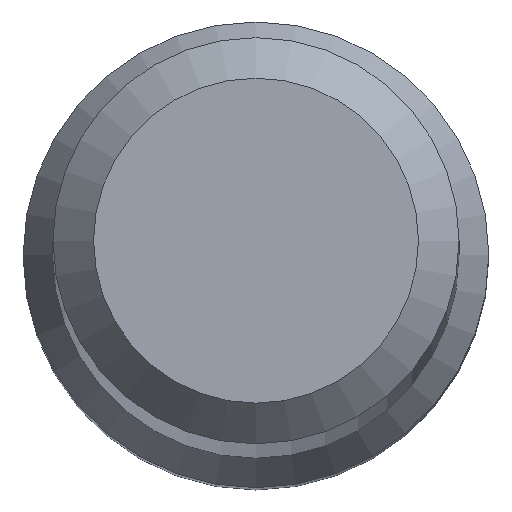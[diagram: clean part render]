
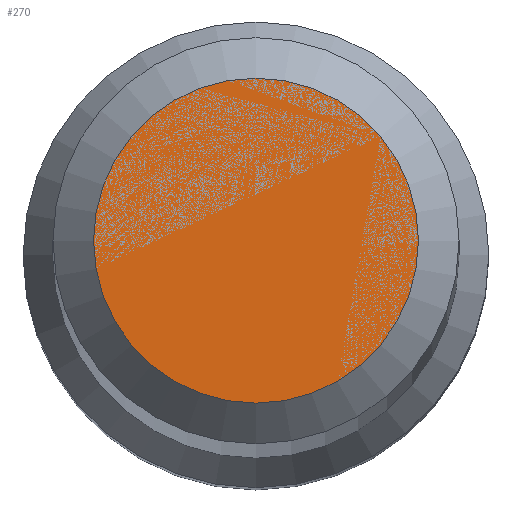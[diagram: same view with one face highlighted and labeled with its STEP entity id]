
A CAD part, top view. The second image highlights one B-rep face of the part: STEP entity #270.
In plain terms, the highlighted planar face has unit normal (0, 0, 1).
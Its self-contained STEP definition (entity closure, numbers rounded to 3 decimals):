
#12 = EDGE_CURVE ( 'NONE', #151, #151, #144, .T. ) ;
#37 = CARTESIAN_POINT ( 'NONE',  ( 0., 1.2, 70. ) ) ;
#50 = CARTESIAN_POINT ( 'NONE',  ( 0., 0., 70. ) ) ;
#83 = PLANE ( 'NONE',  #283 ) ;
#93 = AXIS2_PLACEMENT_3D ( 'NONE', #50, #264, #163 ) ;
#103 = EDGE_LOOP ( 'NONE', ( #246 ) ) ;
#127 = FACE_OUTER_BOUND ( 'NONE', #103, .T. ) ;
#144 = CIRCLE ( 'NONE', #93, 1.2 ) ;
#151 = VERTEX_POINT ( 'NONE', #37 ) ;
#163 = DIRECTION ( 'NONE',  ( 0., 1., 0. ) ) ;
#172 = DIRECTION ( 'NONE',  ( 0., 0., -1. ) ) ;
#246 = ORIENTED_EDGE ( 'NONE', *, *, #12, .F. ) ;
#249 = DIRECTION ( 'NONE',  ( 0., 1., 0. ) ) ;
#264 = DIRECTION ( 'NONE',  ( 0., 0., -1. ) ) ;
#270 = ADVANCED_FACE ( 'NONE', ( #127 ), #83, .F. ) ;
#275 = CARTESIAN_POINT ( 'NONE',  ( 0., 0., 70. ) ) ;
#283 = AXIS2_PLACEMENT_3D ( 'NONE', #275, #172, #249 ) ;
